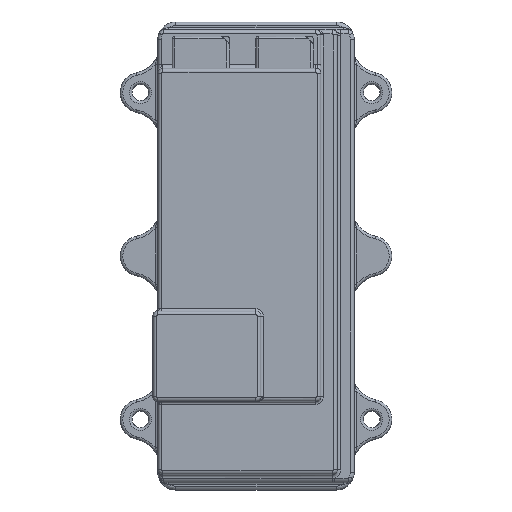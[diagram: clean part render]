
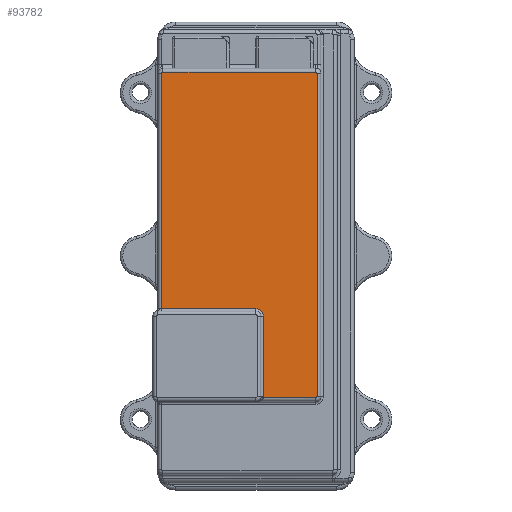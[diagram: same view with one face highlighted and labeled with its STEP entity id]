
A CAD part, top view. The second image highlights one B-rep face of the part: STEP entity #93782.
In plain terms, the highlighted face is planar.
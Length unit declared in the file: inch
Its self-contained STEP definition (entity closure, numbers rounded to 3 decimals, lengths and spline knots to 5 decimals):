
#133 = CARTESIAN_POINT ( 'NONE',  ( -2.87598, 0.07874, 0. ) ) ;
#2146 = VERTEX_POINT ( 'NONE', #112320 ) ;
#2584 = AXIS2_PLACEMENT_3D ( 'NONE', #98885, #108819, #145385 ) ;
#3997 = VERTEX_POINT ( 'NONE', #111187 ) ;
#4786 = ORIENTED_EDGE ( 'NONE', *, *, #69613, .T. ) ;
#5978 = AXIS2_PLACEMENT_3D ( 'NONE', #85095, #28691, #64502 ) ;
#6303 = EDGE_CURVE ( 'NONE', #124569, #145980, #31606, .T. ) ;
#8357 = VERTEX_POINT ( 'NONE', #71517 ) ;
#13322 = CARTESIAN_POINT ( 'NONE',  ( -2.8563, 0.07874, 1.47835 ) ) ;
#13843 = VERTEX_POINT ( 'NONE', #103195 ) ;
#15698 = DIRECTION ( 'NONE',  ( 0., 1., 0. ) ) ;
#16058 = CARTESIAN_POINT ( 'NONE',  ( 0.82579, 0.07874, 1.47835 ) ) ;
#17493 = VERTEX_POINT ( 'NONE', #71165 ) ;
#18022 = FACE_OUTER_BOUND ( 'NONE', #72597, .T. ) ;
#18928 = AXIS2_PLACEMENT_3D ( 'NONE', #101715, #90309, #79595 ) ;
#18934 = DIRECTION ( 'NONE',  ( 0., 0., -1. ) ) ;
#21048 = VECTOR ( 'NONE', #130141, 39.37008 ) ;
#23696 = EDGE_CURVE ( 'NONE', #8357, #2146, #109653, .T. ) ;
#23914 = ORIENTED_EDGE ( 'NONE', *, *, #67344, .T. ) ;
#24123 = CARTESIAN_POINT ( 'NONE',  ( -2.8563, 0.07874, 1.45866 ) ) ;
#26721 = VERTEX_POINT ( 'NONE', #125057 ) ;
#28691 = DIRECTION ( 'NONE',  ( 0., -1., 0. ) ) ;
#31601 = DIRECTION ( 'NONE',  ( 0., 0., -1. ) ) ;
#31606 = LINE ( 'NONE', #78075, #137314 ) ;
#33363 = CARTESIAN_POINT ( 'NONE',  ( -2.8563, 0.07874, -0.95546 ) ) ;
#33938 = LINE ( 'NONE', #70466, #91038 ) ;
#37517 = EDGE_CURVE ( 'NONE', #145980, #54567, #139455, .T. ) ;
#43801 = DIRECTION ( 'NONE',  ( 0., -1., 0. ) ) ;
#47352 = ORIENTED_EDGE ( 'NONE', *, *, #94702, .T. ) ;
#48060 = ORIENTED_EDGE ( 'NONE', *, *, #90526, .T. ) ;
#48332 = ORIENTED_EDGE ( 'NONE', *, *, #56209, .T. ) ;
#48665 = VECTOR ( 'NONE', #18934, 39.37008 ) ;
#50352 = VECTOR ( 'NONE', #129657, 39.37008 ) ;
#50964 = CARTESIAN_POINT ( 'NONE',  ( 2.22343, 0.07874, -0.93578 ) ) ;
#51625 = CARTESIAN_POINT ( 'NONE',  ( 0.9439, 0.07874, 0.00197 ) ) ;
#54250 = AXIS2_PLACEMENT_3D ( 'NONE', #51625, #111071, #98121 ) ;
#54567 = VERTEX_POINT ( 'NONE', #104335 ) ;
#56209 = EDGE_CURVE ( 'NONE', #26721, #81703, #60632, .T. ) ;
#58127 = EDGE_CURVE ( 'NONE', #3997, #26721, #83147, .T. ) ;
#58728 = LINE ( 'NONE', #70147, #103699 ) ;
#58839 = EDGE_CURVE ( 'NONE', #135638, #3997, #96702, .T. ) ;
#60632 = CIRCLE ( 'NONE', #63054, 0.01969 ) ;
#63054 = AXIS2_PLACEMENT_3D ( 'NONE', #24123, #15698, #131553 ) ;
#64502 = DIRECTION ( 'NONE',  ( 0., 0., -1. ) ) ;
#67344 = EDGE_CURVE ( 'NONE', #2146, #135638, #33938, .T. ) ;
#69613 = EDGE_CURVE ( 'NONE', #54567, #17493, #58728, .T. ) ;
#70147 = CARTESIAN_POINT ( 'NONE',  ( 2.20374, 0.07874, -0.11614 ) ) ;
#70466 = CARTESIAN_POINT ( 'NONE',  ( -2.8563, 0.07874, -0.95546 ) ) ;
#71165 = CARTESIAN_POINT ( 'NONE',  ( 2.20374, 0.07874, -0.11614 ) ) ;
#71517 = CARTESIAN_POINT ( 'NONE',  ( 2.22343, 0.07874, -0.93578 ) ) ;
#72597 = EDGE_LOOP ( 'NONE', ( #47352, #119980, #108460, #4786, #48060, #75181, #92290, #23914, #83973, #131413, #48332 ) ) ;
#75181 = ORIENTED_EDGE ( 'NONE', *, *, #97171, .T. ) ;
#76587 = CARTESIAN_POINT ( 'NONE',  ( 2.20374, 0.07874, 0.00197 ) ) ;
#78075 = CARTESIAN_POINT ( 'NONE',  ( 0.82579, 0.07874, 0.00197 ) ) ;
#79595 = DIRECTION ( 'NONE',  ( 0., 0., -1. ) ) ;
#81703 = VERTEX_POINT ( 'NONE', #13322 ) ;
#83147 = LINE ( 'NONE', #133, #50352 ) ;
#83973 = ORIENTED_EDGE ( 'NONE', *, *, #58839, .T. ) ;
#85095 = CARTESIAN_POINT ( 'NONE',  ( 0., 0.07874, 0. ) ) ;
#85128 = CARTESIAN_POINT ( 'NONE',  ( 0.86516, 0.07874, 1.47835 ) ) ;
#90282 = DIRECTION ( 'NONE',  ( 0., 0., -1. ) ) ;
#90309 = DIRECTION ( 'NONE',  ( 0., 1., 0. ) ) ;
#90526 = EDGE_CURVE ( 'NONE', #17493, #13843, #90740, .T. ) ;
#90740 = CIRCLE ( 'NONE', #146677, 0.11811 ) ;
#91038 = VECTOR ( 'NONE', #127652, 39.37008 ) ;
#92290 = ORIENTED_EDGE ( 'NONE', *, *, #23696, .T. ) ;
#93782 = ADVANCED_FACE ( 'NONE', ( #18022 ), #98795, .F. ) ;
#94702 = EDGE_CURVE ( 'NONE', #81703, #124569, #126560, .T. ) ;
#96702 = CIRCLE ( 'NONE', #18928, 0.01969 ) ;
#97171 = EDGE_CURVE ( 'NONE', #13843, #8357, #110427, .T. ) ;
#98121 = DIRECTION ( 'NONE',  ( 0., 0., -1. ) ) ;
#98795 = PLANE ( 'NONE',  #5978 ) ;
#98885 = CARTESIAN_POINT ( 'NONE',  ( 2.20374, 0.07874, -0.93578 ) ) ;
#101715 = CARTESIAN_POINT ( 'NONE',  ( -2.8563, 0.07874, -0.93578 ) ) ;
#103195 = CARTESIAN_POINT ( 'NONE',  ( 2.22343, 0.07874, -0.11449 ) ) ;
#103699 = VECTOR ( 'NONE', #149491, 39.37008 ) ;
#104335 = CARTESIAN_POINT ( 'NONE',  ( 0.9439, 0.07874, -0.11614 ) ) ;
#108460 = ORIENTED_EDGE ( 'NONE', *, *, #37517, .T. ) ;
#108819 = DIRECTION ( 'NONE',  ( 0., 1., 0. ) ) ;
#109653 = CIRCLE ( 'NONE', #2584, 0.01969 ) ;
#110427 = LINE ( 'NONE', #50964, #48665 ) ;
#111071 = DIRECTION ( 'NONE',  ( 0., -1., 0. ) ) ;
#111187 = CARTESIAN_POINT ( 'NONE',  ( -2.87598, 0.07874, -0.93578 ) ) ;
#112320 = CARTESIAN_POINT ( 'NONE',  ( 2.20374, 0.07874, -0.95546 ) ) ;
#119980 = ORIENTED_EDGE ( 'NONE', *, *, #6303, .T. ) ;
#124569 = VERTEX_POINT ( 'NONE', #16058 ) ;
#125057 = CARTESIAN_POINT ( 'NONE',  ( -2.87598, 0.07874, 1.45866 ) ) ;
#126560 = LINE ( 'NONE', #85128, #21048 ) ;
#127652 = DIRECTION ( 'NONE',  ( -1., 0., 0. ) ) ;
#129657 = DIRECTION ( 'NONE',  ( 0., 0., 1. ) ) ;
#130141 = DIRECTION ( 'NONE',  ( 1., 0., 0. ) ) ;
#131413 = ORIENTED_EDGE ( 'NONE', *, *, #58127, .T. ) ;
#131553 = DIRECTION ( 'NONE',  ( 0., 0., -1. ) ) ;
#135638 = VERTEX_POINT ( 'NONE', #33363 ) ;
#137314 = VECTOR ( 'NONE', #90282, 39.37008 ) ;
#139455 = CIRCLE ( 'NONE', #54250, 0.11811 ) ;
#145385 = DIRECTION ( 'NONE',  ( 0., 0., -1. ) ) ;
#145980 = VERTEX_POINT ( 'NONE', #147531 ) ;
#146677 = AXIS2_PLACEMENT_3D ( 'NONE', #76587, #43801, #31601 ) ;
#147531 = CARTESIAN_POINT ( 'NONE',  ( 0.82579, 0.07874, 0.00197 ) ) ;
#149491 = DIRECTION ( 'NONE',  ( 1., 0., 0. ) ) ;
